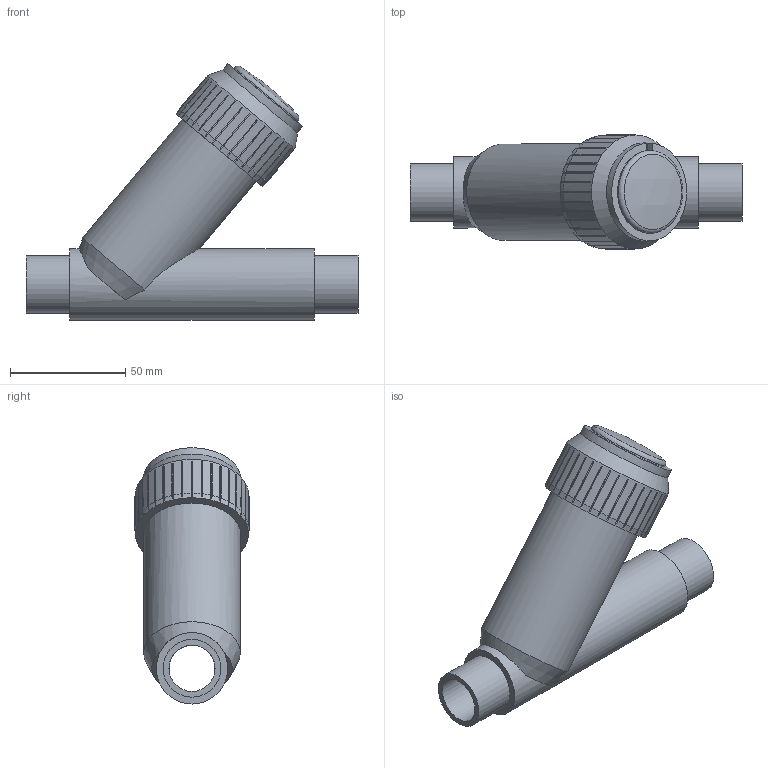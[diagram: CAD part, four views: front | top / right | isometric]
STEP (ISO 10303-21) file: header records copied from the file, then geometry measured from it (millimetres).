
FILE_DESCRIPTION(/* description */ (''),/* implementation_level */ '2;1');
FILE_NAME(/* name */ 'VRDV025E.iam.stp',/* time_stamp */ '2013-10-01T10:41:40+02:00',/* author */ ('bfaro'),/* organization */ (''),/* preprocessor_version */ 'ST-DEVELOPER v15.2',/* originating_system */ 'Autodesk Inventor 2014',/* authorisation */ '');
FILE_SCHEMA (('AUTOMOTIVE_DESIGN { 1 0 10303 214 3 1 1 }'));
Length unit declared in the file: millimetre
Products named in the file (3): cassa RVD-V 25; Coperchio RV 25; VRDV025E
Bounding box: 144 x 49.5 x 111.08 mm (x, y, z)
Volume: 161494.3 mm3; surface area: 44592.5 mm2
Topology: 2 solids, 2 shells, 176 faces, 502 edges, 334 vertices
Faces by surface type: plane 124, cylinder 47, cone 3, torus 1, sphere 1
Full cylindrical faces by diameter (mm): 20 x2, 25 x2, 27 x1, 30 x1, 31 x1, 35.9 x1, 41.9 x1, 49.5 x1
Entity records: 5791 total; most frequent: CARTESIAN_POINT 1058, DIRECTION 1014, ORIENTED_EDGE 960, EDGE_CURVE 480, AXIS2_PLACEMENT_3D 359, VERTEX_POINT 326, LINE 296, VECTOR 296
